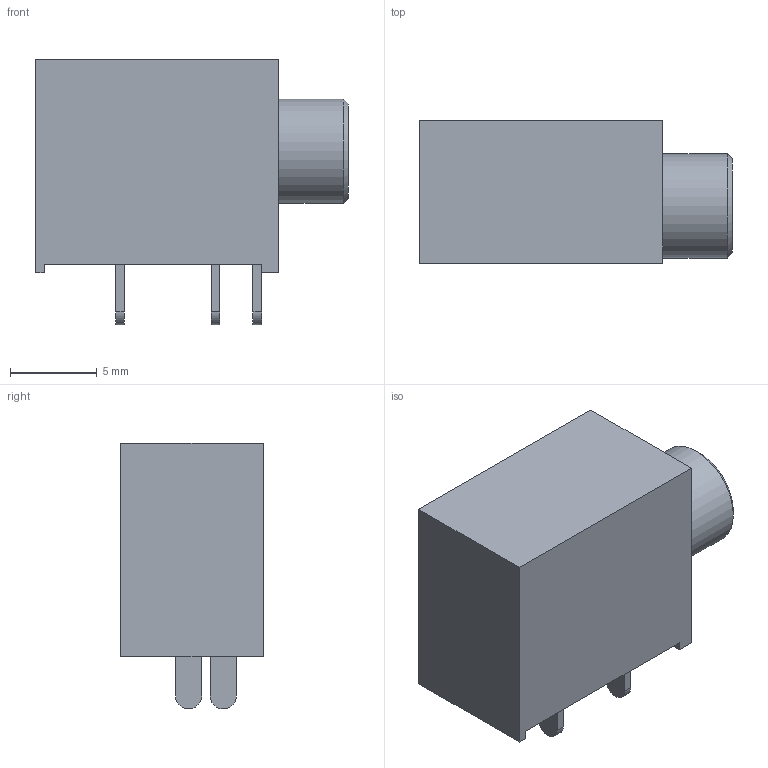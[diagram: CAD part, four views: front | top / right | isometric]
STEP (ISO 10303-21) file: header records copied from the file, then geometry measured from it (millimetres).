
FILE_DESCRIPTION(/* description */ (''),/* implementation_level */ '2;1');
FILE_NAME(/* name */ 'Audio Jack.step',/* time_stamp */ '2019-03-23T00:10:53+00:00',/* author */ ('adamshortuk'),/* organization */ (''),/* preprocessor_version */ 'ST-DEVELOPER v17.2',/* originating_system */ 'Autodesk Translation Framework v7.6.0.251',/* authorisation */ '');
FILE_SCHEMA (('AUTOMOTIVE_DESIGN { 1 0 10303 214 3 1 1 }'));
Length unit declared in the file: millimetre
Products named in the file (2): plastec_jack; Component1
Assembly tree (1 placements, depth 2):
  plastec_jack
    Component1
Bounding box: 18 x 8.2 x 15.3 mm (x, y, z)
Volume: 697.8 mm3; surface area: 1576.1 mm2
Topology: 6 solids, 6 shells, 48 faces, 99 edges, 65 vertices
Faces by surface type: plane 37, cylinder 9, cone 2
Full cylindrical faces by diameter (mm): 3.6 x1, 4 x2, 4.6 x2, 6 x1
Entity records: 1330 total; most frequent: DIRECTION 220, CARTESIAN_POINT 215, ORIENTED_EDGE 198, EDGE_CURVE 99, LINE 80, VECTOR 80, AXIS2_PLACEMENT_3D 70, VERTEX_POINT 65
